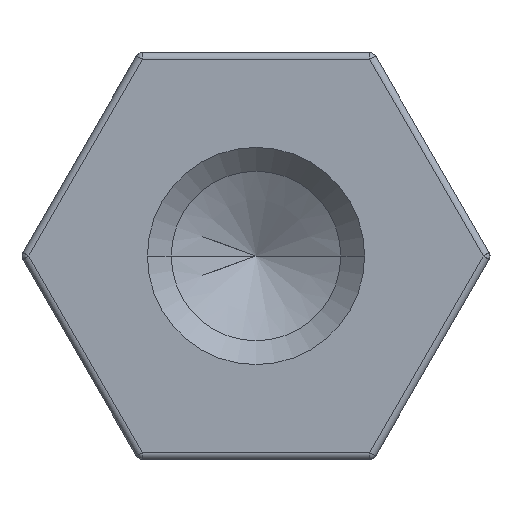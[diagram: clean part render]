
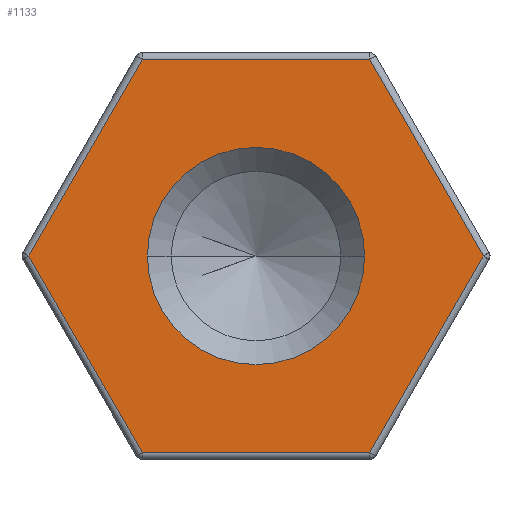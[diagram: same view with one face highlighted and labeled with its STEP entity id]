
A CAD part, left-side view. The second image highlights one B-rep face of the part: STEP entity #1133.
In plain terms, the highlighted planar face has unit normal (-1, 0, 0).
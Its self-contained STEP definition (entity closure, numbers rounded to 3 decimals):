
#12 = EDGE_CURVE ( 'NONE', #510, #756, #425, .T. ) ;
#66 = EDGE_CURVE ( 'NONE', #527, #1002, #305, .T. ) ;
#70 = EDGE_CURVE ( 'NONE', #1384, #527, #303, .T. ) ;
#71 = EDGE_CURVE ( 'NONE', #1002, #784, #295, .T. ) ;
#73 = EDGE_CURVE ( 'NONE', #762, #1384, #291, .T. ) ;
#75 = EDGE_CURVE ( 'NONE', #756, #510, #297, .T. ) ;
#80 = VECTOR ( 'NONE', #1091, 1000. ) ;
#88 = VECTOR ( 'NONE', #818, 1000. ) ;
#90 = LINE ( 'NONE', #1088, #80 ) ;
#109 = LINE ( 'NONE', #1158, #88 ) ;
#138 = EDGE_CURVE ( 'NONE', #784, #601, #109, .T. ) ;
#141 = EDGE_CURVE ( 'NONE', #601, #762, #90, .T. ) ;
#217 = CARTESIAN_POINT ( 'NONE',  ( 0., -1.674, -2.9 ) ) ;
#267 = CARTESIAN_POINT ( 'NONE',  ( 0., 1.6, 0. ) ) ;
#279 = VECTOR ( 'NONE', #613, 1000. ) ;
#282 = CARTESIAN_POINT ( 'NONE',  ( 0., 0., 0. ) ) ;
#283 = VECTOR ( 'NONE', #605, 1000. ) ;
#291 = LINE ( 'NONE', #602, #279 ) ;
#292 = VECTOR ( 'NONE', #322, 1000. ) ;
#295 = LINE ( 'NONE', #597, #283 ) ;
#296 = VECTOR ( 'NONE', #639, 1000. ) ;
#297 = CIRCLE ( 'NONE', #1011, 1.6 ) ;
#303 = LINE ( 'NONE', #635, #292 ) ;
#305 = LINE ( 'NONE', #625, #296 ) ;
#322 = DIRECTION ( 'NONE',  ( 0., 1., 0. ) ) ;
#425 = CIRCLE ( 'NONE', #439, 1.6 ) ;
#439 = AXIS2_PLACEMENT_3D ( 'NONE', #482, #479, #477 ) ;
#447 = ORIENTED_EDGE ( 'NONE', *, *, #70, .T. ) ;
#467 = ORIENTED_EDGE ( 'NONE', *, *, #138, .T. ) ;
#468 = CARTESIAN_POINT ( 'NONE',  ( 0., 1.674, 2.9 ) ) ;
#477 = DIRECTION ( 'NONE',  ( 0., 1., 0. ) ) ;
#479 = DIRECTION ( 'NONE',  ( 1., 0., 0. ) ) ;
#482 = CARTESIAN_POINT ( 'NONE',  ( 0., 0., 0. ) ) ;
#505 = DIRECTION ( 'NONE',  ( 1., 0., 0. ) ) ;
#510 = VERTEX_POINT ( 'NONE', #1378 ) ;
#527 = VERTEX_POINT ( 'NONE', #468 ) ;
#535 = FACE_OUTER_BOUND ( 'NONE', #861, .T. ) ;
#573 = DIRECTION ( 'NONE',  ( 0., 1., 0. ) ) ;
#579 = DIRECTION ( 'NONE',  ( 1., 0., 0. ) ) ;
#597 = CARTESIAN_POINT ( 'NONE',  ( 0., 2.511, -1.45 ) ) ;
#601 = VERTEX_POINT ( 'NONE', #217 ) ;
#602 = CARTESIAN_POINT ( 'NONE',  ( 0., -2.511, 1.45 ) ) ;
#605 = DIRECTION ( 'NONE',  ( 0., -0.5, -0.866 ) ) ;
#613 = DIRECTION ( 'NONE',  ( 0., 0.5, 0.866 ) ) ;
#622 = ORIENTED_EDGE ( 'NONE', *, *, #71, .T. ) ;
#625 = CARTESIAN_POINT ( 'NONE',  ( 0., 2.511, 1.45 ) ) ;
#635 = CARTESIAN_POINT ( 'NONE',  ( 0., 0., 2.9 ) ) ;
#638 = CARTESIAN_POINT ( 'NONE',  ( 0., 3.349, 0. ) ) ;
#639 = DIRECTION ( 'NONE',  ( 0., 0.5, -0.866 ) ) ;
#651 = ORIENTED_EDGE ( 'NONE', *, *, #75, .T. ) ;
#678 = CARTESIAN_POINT ( 'NONE',  ( 0., 1.674, -2.9 ) ) ;
#705 = ORIENTED_EDGE ( 'NONE', *, *, #73, .T. ) ;
#756 = VERTEX_POINT ( 'NONE', #267 ) ;
#762 = VERTEX_POINT ( 'NONE', #1343 ) ;
#784 = VERTEX_POINT ( 'NONE', #678 ) ;
#799 = PLANE ( 'NONE',  #1312 ) ;
#818 = DIRECTION ( 'NONE',  ( 0., -1., 0. ) ) ;
#835 = ORIENTED_EDGE ( 'NONE', *, *, #141, .T. ) ;
#861 = EDGE_LOOP ( 'NONE', ( #705, #447, #949, #622, #467, #835 ) ) ;
#883 = EDGE_LOOP ( 'NONE', ( #651, #1029 ) ) ;
#935 = DIRECTION ( 'NONE',  ( 0., 1., 0. ) ) ;
#949 = ORIENTED_EDGE ( 'NONE', *, *, #66, .T. ) ;
#1002 = VERTEX_POINT ( 'NONE', #638 ) ;
#1011 = AXIS2_PLACEMENT_3D ( 'NONE', #282, #579, #573 ) ;
#1029 = ORIENTED_EDGE ( 'NONE', *, *, #12, .T. ) ;
#1088 = CARTESIAN_POINT ( 'NONE',  ( 0., -2.511, -1.45 ) ) ;
#1091 = DIRECTION ( 'NONE',  ( 0., -0.5, 0.866 ) ) ;
#1133 = ADVANCED_FACE ( 'NONE', ( #535, #1421 ), #799, .F. ) ;
#1158 = CARTESIAN_POINT ( 'NONE',  ( 0., 0., -2.9 ) ) ;
#1225 = CARTESIAN_POINT ( 'NONE',  ( 0., 0., 0. ) ) ;
#1312 = AXIS2_PLACEMENT_3D ( 'NONE', #1225, #505, #935 ) ;
#1343 = CARTESIAN_POINT ( 'NONE',  ( 0., -3.349, 0. ) ) ;
#1378 = CARTESIAN_POINT ( 'NONE',  ( 0., -1.6, 0. ) ) ;
#1384 = VERTEX_POINT ( 'NONE', #1426 ) ;
#1421 = FACE_BOUND ( 'NONE', #883, .T. ) ;
#1426 = CARTESIAN_POINT ( 'NONE',  ( 0., -1.674, 2.9 ) ) ;
